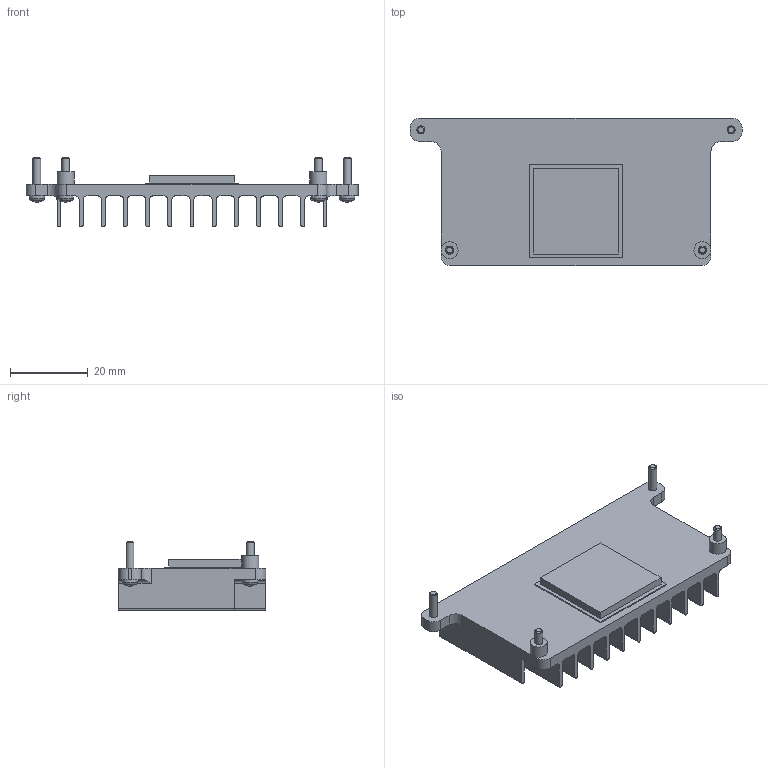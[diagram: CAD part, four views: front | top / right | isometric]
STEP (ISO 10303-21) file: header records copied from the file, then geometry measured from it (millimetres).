
FILE_DESCRIPTION(/* description */ (''),/* implementation_level */ '2;1');
FILE_NAME(/* name */ '83300000997_F02_Mounting_option.stp',/* time_stamp */ '2021-10-01T11:47:41+02:00',/* author */ ('a.engelhardt'),/* organization */ (''),/* preprocessor_version */ 'ST-DEVELOPER v18.1',/* originating_system */ 'Autodesk Inventor 2021',/* authorisation */ '');
FILE_SCHEMA (('CONFIG_CONTROL_DESIGN'));
Length unit declared in the file: millimetre
Products named in the file (4): 83300000997-01; 83300000997_heatsink; 83300000997_Gap Pad; ISO 7045 - M2 x 10 - 4.8 - H
Assembly tree (6 placements, depth 2):
  83300000997-01
    83300000997_heatsink
    83300000997_Gap Pad
    ISO 7045 - M2 x 10 - 4.8 - H  x4
Bounding box: 85.6 x 38 x 18 mm (x, y, z)
Volume: 13532.8 mm3; surface area: 15222.1 mm2
Topology: 6 solids, 6 shells, 243 faces, 700 edges, 474 vertices
Faces by surface type: plane 102, cylinder 61, cone 52, torus 24, sphere 4
Full cylindrical faces by diameter (mm): 1.783 x4, 2 x4, 2.1 x4, 4.4 x2
Entity records: 5317 total; most frequent: CARTESIAN_POINT 1073, DIRECTION 886, ORIENTED_EDGE 864, EDGE_CURVE 432, AXIS2_PLACEMENT_3D 320, VERTEX_POINT 291, LINE 246, VECTOR 246
